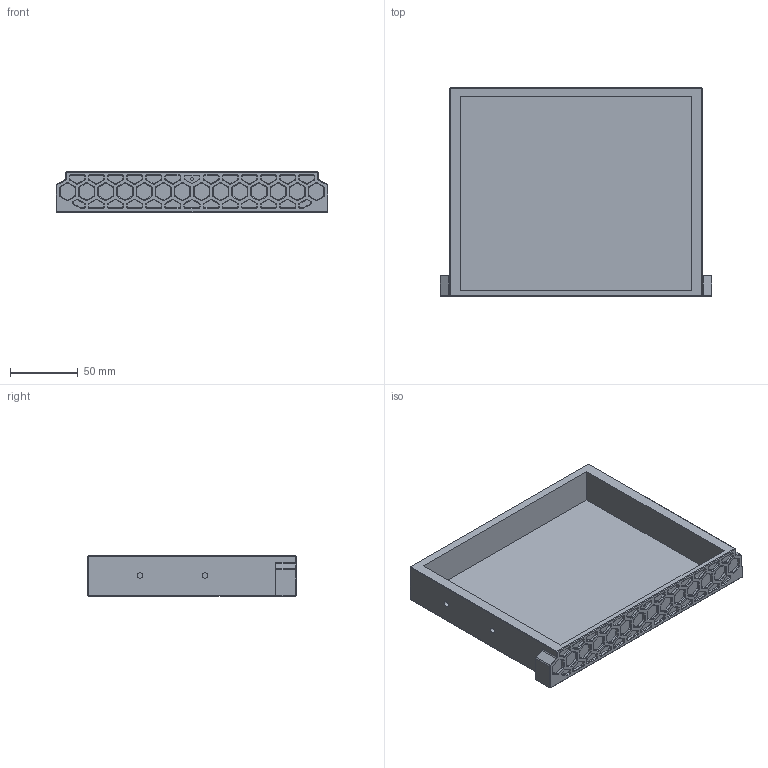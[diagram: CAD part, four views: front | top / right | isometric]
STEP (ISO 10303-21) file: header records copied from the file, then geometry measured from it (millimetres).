
FILE_DESCRIPTION(/* description */ (''),/* implementation_level */ '2;1');
FILE_NAME(/* name */ 'Drawer_Version_C.step',/* time_stamp */ '2020-12-27T18:15:13+01:00',/* author */ (''),/* organization */ (''),/* preprocessor_version */ 'ST-DEVELOPER v18.1',/* originating_system */ 'Autodesk Translation Framework v9.7.1.1290',/* authorisation */ '');
FILE_SCHEMA (('AUTOMOTIVE_DESIGN { 1 0 10303 214 3 1 1 }'));
Length unit declared in the file: millimetre
Products named in the file (2): Drawer_Version_C; Drawer_C
Assembly tree (1 placements, depth 2):
  Drawer_Version_C
    Drawer_C
Bounding box: 200 x 153.1 x 29.5 mm (x, y, z)
Volume: 220240.6 mm3; surface area: 95951.1 mm2
Topology: 1 solids, 1 shells, 945 faces, 2253 edges, 1355 vertices
Faces by surface type: plane 508, cylinder 223, cone 214
Full cylindrical faces by diameter (mm): 2 x1, 4 x4
Entity records: 26863 total; most frequent: DIRECTION 4809, CARTESIAN_POINT 4556, ORIENTED_EDGE 4506, EDGE_CURVE 2253, AXIS2_PLACEMENT_3D 1608, LINE 1593, VECTOR 1593, VERTEX_POINT 1355
